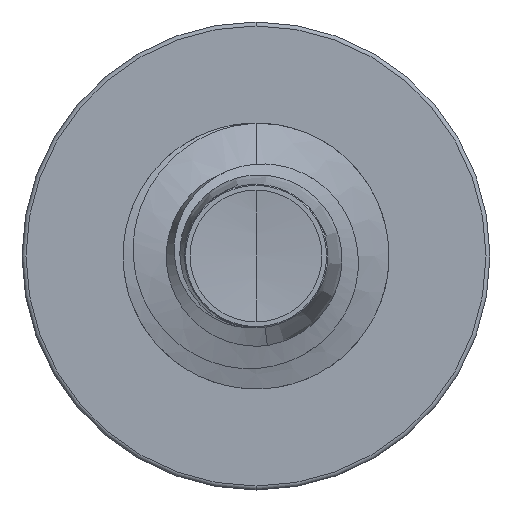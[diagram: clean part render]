
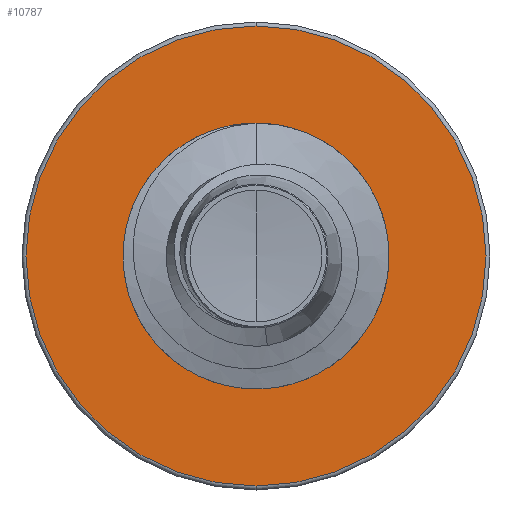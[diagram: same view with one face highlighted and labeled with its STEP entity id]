
A CAD part, front view. The second image highlights one B-rep face of the part: STEP entity #10787.
In plain terms, the highlighted planar face has unit normal (0, -1, 0).
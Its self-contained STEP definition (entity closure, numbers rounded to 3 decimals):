
#67 = AXIS2_PLACEMENT_3D ( 'NONE', #7597, #7596, #7591 ) ;
#477 = AXIS2_PLACEMENT_3D ( 'NONE', #12025, #12017, #12008 ) ;
#601 = AXIS2_PLACEMENT_3D ( 'NONE', #12126, #12120, #12118 ) ;
#810 = AXIS2_PLACEMENT_3D ( 'NONE', #5745, #5700, #5552 ) ;
#1582 = VERTEX_POINT ( 'NONE', #4521 ) ;
#1967 = ORIENTED_EDGE ( 'NONE', *, *, #10611, .F. ) ;
#2778 = FACE_BOUND ( 'NONE', #12198, .T. ) ;
#3189 = FACE_OUTER_BOUND ( 'NONE', #9469, .T. ) ;
#3673 = VERTEX_POINT ( 'NONE', #11309 ) ;
#3777 = AXIS2_PLACEMENT_3D ( 'NONE', #7288, #7205, #7203 ) ;
#4521 = CARTESIAN_POINT ( 'NONE',  ( 0., 6., -2.415 ) ) ;
#4794 = VERTEX_POINT ( 'NONE', #11448 ) ;
#5552 = DIRECTION ( 'NONE',  ( 0., 0., 1. ) ) ;
#5700 = DIRECTION ( 'NONE',  ( 0., 1., 0. ) ) ;
#5738 = VERTEX_POINT ( 'NONE', #10540 ) ;
#5745 = CARTESIAN_POINT ( 'NONE',  ( 0., 6., 0. ) ) ;
#7203 = DIRECTION ( 'NONE',  ( 0., 0., 1. ) ) ;
#7205 = DIRECTION ( 'NONE',  ( 0., 1., 0. ) ) ;
#7288 = CARTESIAN_POINT ( 'NONE',  ( 0., 6., -2.415 ) ) ;
#7482 = PLANE ( 'NONE',  #3777 ) ;
#7591 = DIRECTION ( 'NONE',  ( 0., 0., 1. ) ) ;
#7596 = DIRECTION ( 'NONE',  ( 0., 1., 0. ) ) ;
#7597 = CARTESIAN_POINT ( 'NONE',  ( 0., 6., 0. ) ) ;
#7927 = ORIENTED_EDGE ( 'NONE', *, *, #10480, .T. ) ;
#8320 = CIRCLE ( 'NONE', #810, 2.415 ) ;
#8424 = CIRCLE ( 'NONE', #67, 2.415 ) ;
#9383 = CIRCLE ( 'NONE', #477, 4.325 ) ;
#9469 = EDGE_LOOP ( 'NONE', ( #1967, #11608 ) ) ;
#9750 = ORIENTED_EDGE ( 'NONE', *, *, #10744, .T. ) ;
#10480 = EDGE_CURVE ( 'NONE', #1582, #3673, #8320, .T. ) ;
#10540 = CARTESIAN_POINT ( 'NONE',  ( 0., 6., -4.325 ) ) ;
#10594 = EDGE_CURVE ( 'NONE', #5738, #4794, #11547, .T. ) ;
#10611 = EDGE_CURVE ( 'NONE', #4794, #5738, #9383, .T. ) ;
#10744 = EDGE_CURVE ( 'NONE', #3673, #1582, #8424, .T. ) ;
#10787 = ADVANCED_FACE ( 'NONE', ( #3189, #2778 ), #7482, .F. ) ;
#11309 = CARTESIAN_POINT ( 'NONE',  ( 0., 6., 2.415 ) ) ;
#11448 = CARTESIAN_POINT ( 'NONE',  ( 0., 6., 4.325 ) ) ;
#11547 = CIRCLE ( 'NONE', #601, 4.325 ) ;
#11608 = ORIENTED_EDGE ( 'NONE', *, *, #10594, .F. ) ;
#12008 = DIRECTION ( 'NONE',  ( 0., 0., 1. ) ) ;
#12017 = DIRECTION ( 'NONE',  ( 0., 1., 0. ) ) ;
#12025 = CARTESIAN_POINT ( 'NONE',  ( 0., 6., 0. ) ) ;
#12118 = DIRECTION ( 'NONE',  ( 0., 0., 1. ) ) ;
#12120 = DIRECTION ( 'NONE',  ( 0., 1., 0. ) ) ;
#12126 = CARTESIAN_POINT ( 'NONE',  ( 0., 6., 0. ) ) ;
#12198 = EDGE_LOOP ( 'NONE', ( #9750, #7927 ) ) ;
